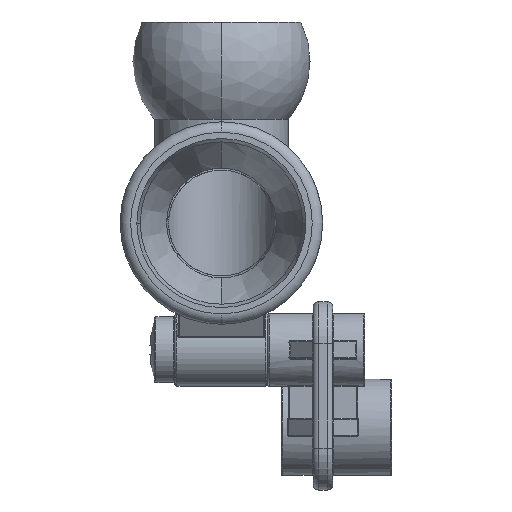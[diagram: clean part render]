
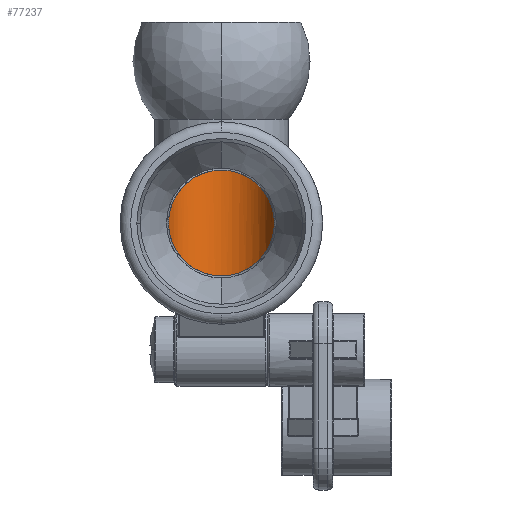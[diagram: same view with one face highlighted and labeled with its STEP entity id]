
A CAD part, left-side view. The second image highlights one B-rep face of the part: STEP entity #77237.
In plain terms, the highlighted cylindrical face has radius 6.655 mm (diameter 13.31 mm), a partial arc.
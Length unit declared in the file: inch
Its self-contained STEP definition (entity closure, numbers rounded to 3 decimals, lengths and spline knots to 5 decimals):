
#43092 = DIRECTION ( 'NONE',  ( 0., 0., 1. ) ) ;
#43094 = VECTOR ( 'NONE', #43092, 39.37008 ) ;
#43096 = CARTESIAN_POINT ( 'NONE',  ( 3.0905, 0.7475, 1.787 ) ) ;
#43097 = LINE ( 'NONE', #43096, #43094 ) ;
#43142 = DIRECTION ( 'NONE',  ( 0., 0., 1. ) ) ;
#43144 = VECTOR ( 'NONE', #43142, 39.37008 ) ;
#43146 = CARTESIAN_POINT ( 'NONE',  ( 3.0905, 0.2235, 1.787 ) ) ;
#43147 = LINE ( 'NONE', #43146, #43144 ) ;
#43176 = CARTESIAN_POINT ( 'NONE',  ( 3.0905, 0.7475, 0.826 ) ) ;
#44042 = CARTESIAN_POINT ( 'NONE',  ( 3.0905, 0.7475, 1.348 ) ) ;
#44190 = CARTESIAN_POINT ( 'NONE',  ( 3.0905, 0.2235, 1.348 ) ) ;
#44321 = CARTESIAN_POINT ( 'NONE',  ( 3.0905, 0.2235, 0.826 ) ) ;
#44596 = CARTESIAN_POINT ( 'NONE',  ( 3.0905, 0.7475, 0.826 ) ) ;
#44598 = CARTESIAN_POINT ( 'NONE',  ( 3.24398, 0.7475, 0.67252 ) ) ;
#44600 = CARTESIAN_POINT ( 'NONE',  ( 3.3525, 0.63898, 0.564 ) ) ;
#44602 = CARTESIAN_POINT ( 'NONE',  ( 3.3525, 0.4855, 0.564 ) ) ;
#44611 =( BOUNDED_CURVE ( )  B_SPLINE_CURVE ( 3, ( #44602, #44600, #44598, #44596 ),
 .UNSPECIFIED., .F., .T. ) 
 B_SPLINE_CURVE_WITH_KNOTS ( ( 4, 4 ),
 ( 3.14159, 4.71239 ),
 .UNSPECIFIED. ) 
 CURVE ( )  GEOMETRIC_REPRESENTATION_ITEM ( )  RATIONAL_B_SPLINE_CURVE ( ( 1., 0.805, 0.805, 1. ) ) 
 REPRESENTATION_ITEM ( '' )  );
#44618 = CARTESIAN_POINT ( 'NONE',  ( 3.3525, 0.4855, 0.564 ) ) ;
#46708 = DIRECTION ( 'NONE',  ( 0., -1., 0. ) ) ;
#46710 = DIRECTION ( 'NONE',  ( 0., 0., 1. ) ) ;
#46712 = CARTESIAN_POINT ( 'NONE',  ( 3.0905, 0.4855, 1.348 ) ) ;
#46714 = AXIS2_PLACEMENT_3D ( 'NONE', #46712, #46710, #46708 ) ;
#46719 = DIRECTION ( 'NONE',  ( 0., -1., 0. ) ) ;
#46721 = DIRECTION ( 'NONE',  ( 0., 0., 1. ) ) ;
#46722 = CARTESIAN_POINT ( 'NONE',  ( 3.0905, 0.4855, 1.787 ) ) ;
#46724 = AXIS2_PLACEMENT_3D ( 'NONE', #46722, #46721, #46719 ) ;
#46726 = CIRCLE ( 'NONE', #46714, 0.262 ) ;
#46731 = CYLINDRICAL_SURFACE ( 'NONE', #46724, 0.262 ) ;
#46733 = FACE_OUTER_BOUND ( 'NONE', #77238, .T. ) ;
#46795 = CARTESIAN_POINT ( 'NONE',  ( 3.3525, 0.4855, 0.564 ) ) ;
#46797 = CARTESIAN_POINT ( 'NONE',  ( 3.3525, 0.33202, 0.564 ) ) ;
#46799 = CARTESIAN_POINT ( 'NONE',  ( 3.24398, 0.2235, 0.67252 ) ) ;
#46801 = CARTESIAN_POINT ( 'NONE',  ( 3.0905, 0.2235, 0.826 ) ) ;
#46809 =( BOUNDED_CURVE ( )  B_SPLINE_CURVE ( 3, ( #46801, #46799, #46797, #46795 ),
 .UNSPECIFIED., .F., .T. ) 
 B_SPLINE_CURVE_WITH_KNOTS ( ( 4, 4 ),
 ( 1.5708, 3.14159 ),
 .UNSPECIFIED. ) 
 CURVE ( )  GEOMETRIC_REPRESENTATION_ITEM ( )  RATIONAL_B_SPLINE_CURVE ( ( 1., 0.805, 0.805, 1. ) ) 
 REPRESENTATION_ITEM ( '' )  );
#76915 = VERTEX_POINT ( 'NONE', #44042 ) ;
#76944 = VERTEX_POINT ( 'NONE', #43176 ) ;
#76947 = EDGE_CURVE ( 'NONE', #76944, #76915, #43097, .T. ) ;
#76950 = EDGE_CURVE ( 'NONE', #77004, #76963, #43147, .T. ) ;
#76963 = VERTEX_POINT ( 'NONE', #44190 ) ;
#77004 = VERTEX_POINT ( 'NONE', #44321 ) ;
#77053 = EDGE_CURVE ( 'NONE', #77054, #76944, #44611, .T. ) ;
#77054 = VERTEX_POINT ( 'NONE', #44618 ) ;
#77237 = ADVANCED_FACE ( 'NONE', ( #46733 ), #46731, .F. ) ;
#77238 = EDGE_LOOP ( 'NONE', ( #77239, #77240, #77241, #77242, #77243 ) ) ;
#77239 = ORIENTED_EDGE ( 'NONE', *, *, #76947, .F. ) ;
#77240 = ORIENTED_EDGE ( 'NONE', *, *, #77053, .F. ) ;
#77241 = ORIENTED_EDGE ( 'NONE', *, *, #77258, .F. ) ;
#77242 = ORIENTED_EDGE ( 'NONE', *, *, #76950, .T. ) ;
#77243 = ORIENTED_EDGE ( 'NONE', *, *, #77244, .T. ) ;
#77244 = EDGE_CURVE ( 'NONE', #76963, #76915, #46726, .T. ) ;
#77258 = EDGE_CURVE ( 'NONE', #77004, #77054, #46809, .T. ) ;
